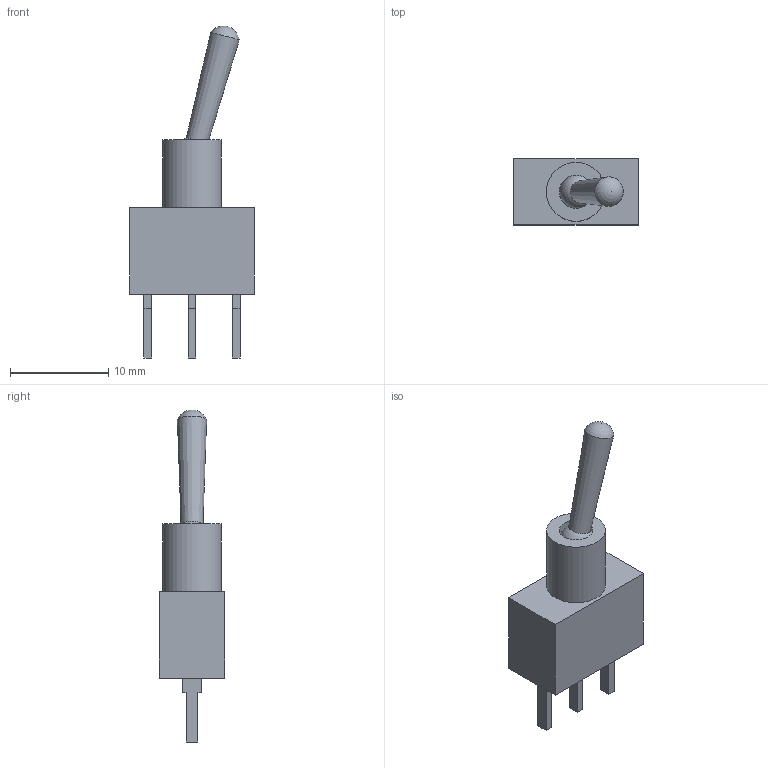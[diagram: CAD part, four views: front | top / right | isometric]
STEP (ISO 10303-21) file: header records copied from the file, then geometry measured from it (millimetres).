
FILE_DESCRIPTION(/* description */ (''),/* implementation_level */ '2;1');
FILE_NAME(/* name */ '100SP1-TOGGLE v4.step',/* time_stamp */ '2022-07-01T14:32:12-07:00',/* author */ (''),/* organization */ (''),/* preprocessor_version */ 'ST-DEVELOPER v19',/* originating_system */ 'Autodesk Translation Framework v11.7.0.108',/* authorisation */ '');
FILE_SCHEMA (('AUTOMOTIVE_DESIGN { 1 0 10303 214 3 1 1 }'));
Length unit declared in the file: millimetre
Products named in the file (1): 100SP1-TOGGLE
Bounding box: 12.7 x 6.7 x 33.77 mm (x, y, z)
Volume: 984.1 mm3; surface area: 981.3 mm2
Topology: 6 solids, 6 shells, 44 faces, 97 edges, 64 vertices
Faces by surface type: plane 39, cylinder 2, sphere 2, cone 1
Full cylindrical faces by diameter (mm): 3.4 x1, 6 x1
Entity records: 1242 total; most frequent: CARTESIAN_POINT 205, DIRECTION 195, ORIENTED_EDGE 192, EDGE_CURVE 96, LINE 87, VECTOR 87, VERTEX_POINT 64, AXIS2_PLACEMENT_3D 54
